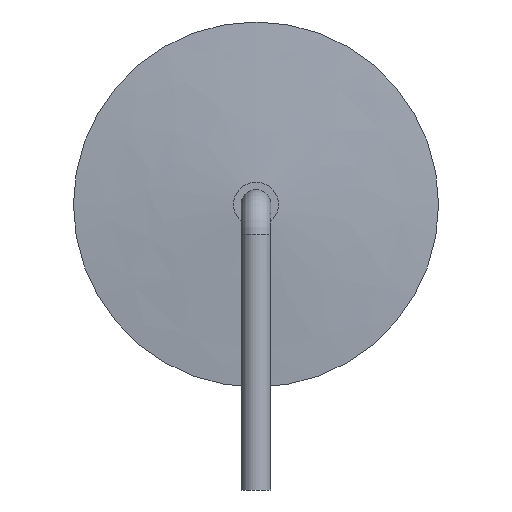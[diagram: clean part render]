
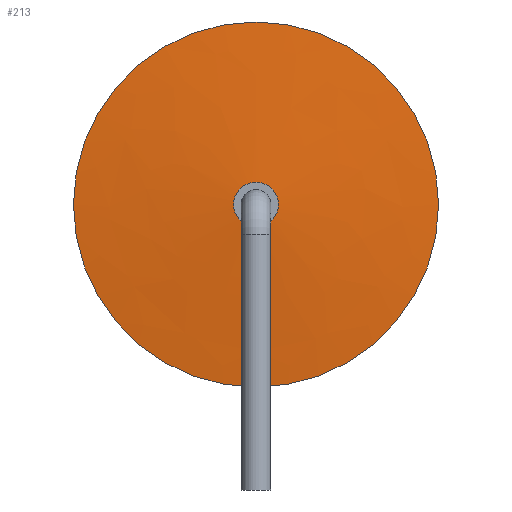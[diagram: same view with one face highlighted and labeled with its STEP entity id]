
A CAD part, left-side view. The second image highlights one B-rep face of the part: STEP entity #213.
In plain terms, the highlighted face is a revolution surface.
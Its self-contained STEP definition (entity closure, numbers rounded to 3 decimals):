
#14=DIRECTION('',(1.,0.,0.));
#36=DIRECTION('',(1.,0.,0.));
#200=ORIENTED_EDGE('',*,*,#201,.F.);
#201=EDGE_CURVE('',#202,#202,#204,.T.);
#202=VERTEX_POINT('',#203);
#203=CARTESIAN_POINT('',(2.24,0.,6.275));
#204=CIRCLE('',#205,0.675);
#205=AXIS2_PLACEMENT_3D('',#206,#14,#207);
#206=CARTESIAN_POINT('',(2.24,0.,5.6));
#207=DIRECTION('',(0.,0.,1.));
#213=ADVANCED_FACE('',(#214),#231,.F.);
#214=FACE_BOUND('',#215,.F.);
#215=EDGE_LOOP('',(#216,#224,#200,#230));
#216=ORIENTED_EDGE('',*,*,#217,.T.);
#217=EDGE_CURVE('',#218,#218,#220,.T.);
#218=VERTEX_POINT('',#219);
#219=CARTESIAN_POINT('',(2.63,0.,11.1));
#220=CIRCLE('',#221,5.5);
#221=AXIS2_PLACEMENT_3D('',#222,#14,#223);
#222=CARTESIAN_POINT('',(2.63,0.,5.6));
#223=DIRECTION('',(0.,0.,1.));
#224=ORIENTED_EDGE('',*,*,#225,.T.);
#225=EDGE_CURVE('',#218,#202,#226,.T.);
#226=CIRCLE('',#227,244.551);
#227=AXIS2_PLACEMENT_3D('',#228,#229,#36);
#228=CARTESIAN_POINT('',(246.179,0.,    -11.014));
#229=DIRECTION('',(0.,-1.,0.));
#230=ORIENTED_EDGE('',*,*,#225,.F.);
#231=SURFACE_OF_REVOLUTION('',#226,#232);
#232=AXIS1_PLACEMENT('',#206,#36);
